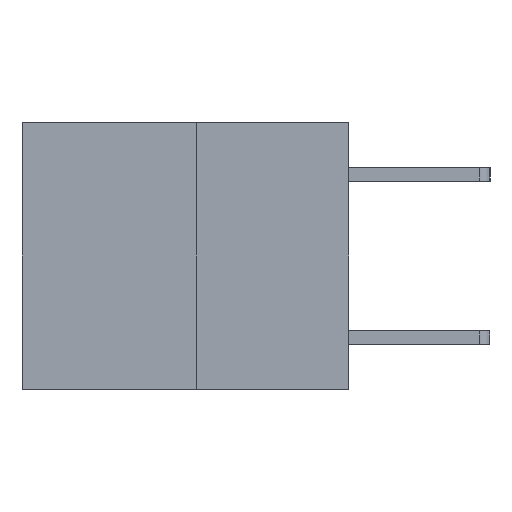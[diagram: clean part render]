
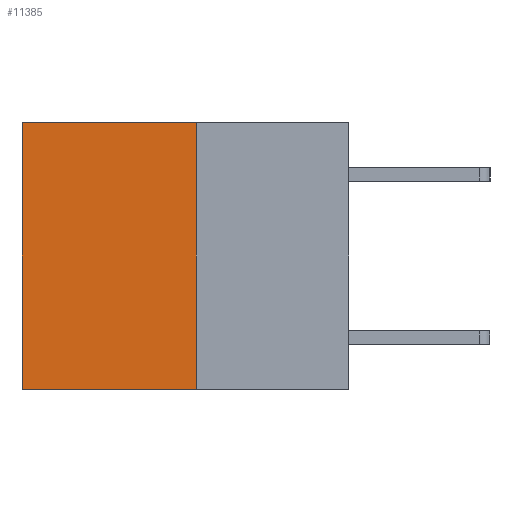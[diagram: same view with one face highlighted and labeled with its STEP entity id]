
A CAD part, left-side view. The second image highlights one B-rep face of the part: STEP entity #11385.
In plain terms, the highlighted planar face has unit normal (-1, 0, 0).
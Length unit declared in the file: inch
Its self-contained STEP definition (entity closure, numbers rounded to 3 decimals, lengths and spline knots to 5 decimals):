
#128 = CARTESIAN_POINT ( 'NONE',  ( 0.3165, 0.6, -0.49 ) ) ;
#194 = CARTESIAN_POINT ( 'NONE',  ( 0.3165, 0.28, -0.49 ) ) ;
#223 = VECTOR ( 'NONE', #1125, 39.37008 ) ;
#455 = ORIENTED_EDGE ( 'NONE', *, *, #3916, .F. ) ;
#1125 = DIRECTION ( 'NONE',  ( 0., 0., -1. ) ) ;
#1496 = CARTESIAN_POINT ( 'NONE',  ( 0.3165, 0.28, -0.49 ) ) ;
#1535 = VERTEX_POINT ( 'NONE', #9135 ) ;
#2171 = VECTOR ( 'NONE', #4877, 39.37008 ) ;
#3020 = VERTEX_POINT ( 'NONE', #7920 ) ;
#3170 = EDGE_CURVE ( 'NONE', #7356, #3020, #3578, .T. ) ;
#3415 = LINE ( 'NONE', #194, #2171 ) ;
#3528 = EDGE_CURVE ( 'NONE', #7356, #1535, #5659, .T. ) ;
#3578 = LINE ( 'NONE', #3580, #8061 ) ;
#3580 = CARTESIAN_POINT ( 'NONE',  ( 0.3165, 0.28, 0. ) ) ;
#3916 = EDGE_CURVE ( 'NONE', #1535, #6978, #3415, .T. ) ;
#4095 = PLANE ( 'NONE',  #5561 ) ;
#4626 = EDGE_CURVE ( 'NONE', #3020, #6978, #9707, .T. ) ;
#4856 = EDGE_LOOP ( 'NONE', ( #5164, #455, #9164, #8832 ) ) ;
#4877 = DIRECTION ( 'NONE',  ( 0., 1., 0. ) ) ;
#5164 = ORIENTED_EDGE ( 'NONE', *, *, #4626, .T. ) ;
#5561 = AXIS2_PLACEMENT_3D ( 'NONE', #1496, #9373, #5819 ) ;
#5659 = LINE ( 'NONE', #9131, #10010 ) ;
#5819 = DIRECTION ( 'NONE',  ( 0., 0., -1. ) ) ;
#6978 = VERTEX_POINT ( 'NONE', #128 ) ;
#7221 = DIRECTION ( 'NONE',  ( 0., 1., 0. ) ) ;
#7356 = VERTEX_POINT ( 'NONE', #11200 ) ;
#7920 = CARTESIAN_POINT ( 'NONE',  ( 0.3165, 0.6, 0. ) ) ;
#8061 = VECTOR ( 'NONE', #7221, 39.37008 ) ;
#8264 = CARTESIAN_POINT ( 'NONE',  ( 0.3165, 0.6, -0.49 ) ) ;
#8832 = ORIENTED_EDGE ( 'NONE', *, *, #3170, .T. ) ;
#9131 = CARTESIAN_POINT ( 'NONE',  ( 0.3165, 0.28, -0.49 ) ) ;
#9135 = CARTESIAN_POINT ( 'NONE',  ( 0.3165, 0.28, -0.49 ) ) ;
#9164 = ORIENTED_EDGE ( 'NONE', *, *, #3528, .F. ) ;
#9253 = DIRECTION ( 'NONE',  ( 0., 0., -1. ) ) ;
#9373 = DIRECTION ( 'NONE',  ( 1., 0., 0. ) ) ;
#9707 = LINE ( 'NONE', #8264, #223 ) ;
#10010 = VECTOR ( 'NONE', #9253, 39.37008 ) ;
#11200 = CARTESIAN_POINT ( 'NONE',  ( 0.3165, 0.28, 0. ) ) ;
#11385 = ADVANCED_FACE ( 'NONE', ( #11531 ), #4095, .F. ) ;
#11531 = FACE_OUTER_BOUND ( 'NONE', #4856, .T. ) ;
